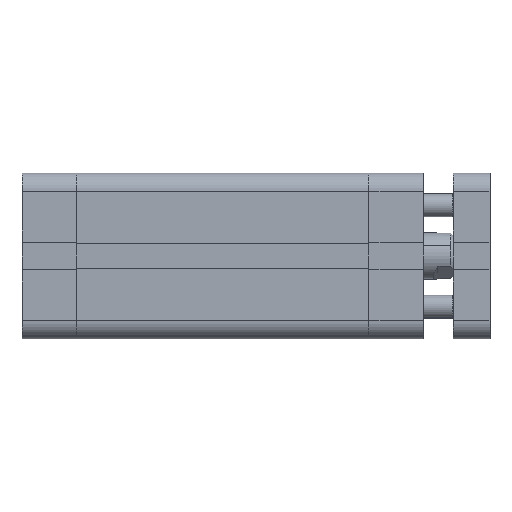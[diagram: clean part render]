
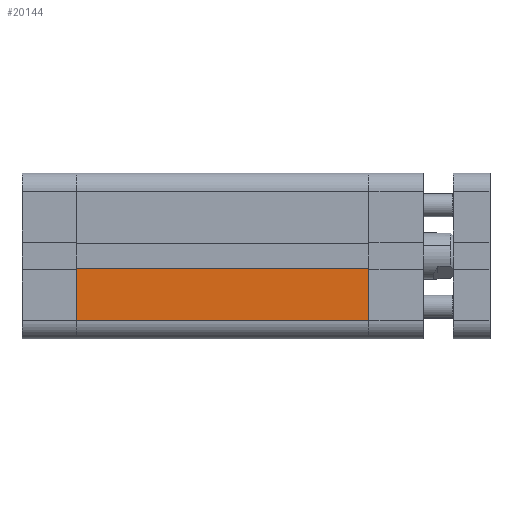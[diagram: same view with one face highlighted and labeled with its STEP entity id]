
A CAD part, front view. The second image highlights one B-rep face of the part: STEP entity #20144.
In plain terms, the highlighted planar face has unit normal (0, -1, 0).
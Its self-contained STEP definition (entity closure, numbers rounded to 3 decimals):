
#450 = CARTESIAN_POINT ( 'NONE',  ( 63.5, -18., -14. ) ) ;
#1191 = CARTESIAN_POINT ( 'NONE',  ( 63.5, -18., -2.8 ) ) ;
#2009 = DIRECTION ( 'NONE',  ( 1., 0., 0. ) ) ;
#3100 = PLANE ( 'NONE',  #18565 ) ;
#3650 = LINE ( 'NONE', #14979, #14232 ) ;
#4240 = EDGE_CURVE ( 'NONE', #13118, #7360, #16982, .T. ) ;
#4307 = ORIENTED_EDGE ( 'NONE', *, *, #4240, .T. ) ;
#5179 = CARTESIAN_POINT ( 'NONE',  ( 0., -18., -2.8 ) ) ;
#5416 = DIRECTION ( 'NONE',  ( 0., 1., 0. ) ) ;
#5969 = DIRECTION ( 'NONE',  ( 0., 0., -1. ) ) ;
#7360 = VERTEX_POINT ( 'NONE', #23445 ) ;
#9727 = CARTESIAN_POINT ( 'NONE',  ( 0., -18., -18. ) ) ;
#10297 = ORIENTED_EDGE ( 'NONE', *, *, #18030, .F. ) ;
#10457 = VECTOR ( 'NONE', #16553, 1000. ) ;
#11536 = DIRECTION ( 'NONE',  ( 0., 0., 1. ) ) ;
#12787 = CARTESIAN_POINT ( 'NONE',  ( 63.5, -18., -14. ) ) ;
#13118 = VERTEX_POINT ( 'NONE', #5179 ) ;
#14232 = VECTOR ( 'NONE', #5969, 1000. ) ;
#14979 = CARTESIAN_POINT ( 'NONE',  ( 63.5, -18., -18. ) ) ;
#16226 = ORIENTED_EDGE ( 'NONE', *, *, #16936, .T. ) ;
#16553 = DIRECTION ( 'NONE',  ( 0., 0., -1. ) ) ;
#16936 = EDGE_CURVE ( 'NONE', #7360, #18543, #25999, .T. ) ;
#16982 = LINE ( 'NONE', #9727, #10457 ) ;
#18030 = EDGE_CURVE ( 'NONE', #22878, #18543, #3650, .T. ) ;
#18543 = VERTEX_POINT ( 'NONE', #450 ) ;
#18565 = AXIS2_PLACEMENT_3D ( 'NONE', #27500, #5416, #11536 ) ;
#19195 = EDGE_CURVE ( 'NONE', #22878, #13118, #24363, .T. ) ;
#19730 = DIRECTION ( 'NONE',  ( -1., 0., 0. ) ) ;
#20144 = ADVANCED_FACE ( 'NONE', ( #22719 ), #3100, .F. ) ;
#21944 = EDGE_LOOP ( 'NONE', ( #27809, #4307, #16226, #10297 ) ) ;
#22719 = FACE_OUTER_BOUND ( 'NONE', #21944, .T. ) ;
#22878 = VERTEX_POINT ( 'NONE', #1191 ) ;
#23445 = CARTESIAN_POINT ( 'NONE',  ( 0., -18., -14. ) ) ;
#23852 = VECTOR ( 'NONE', #2009, 1000. ) ;
#24363 = LINE ( 'NONE', #25971, #26881 ) ;
#25971 = CARTESIAN_POINT ( 'NONE',  ( 63.501, -18., -2.8 ) ) ;
#25999 = LINE ( 'NONE', #12787, #23852 ) ;
#26881 = VECTOR ( 'NONE', #19730, 1000. ) ;
#27500 = CARTESIAN_POINT ( 'NONE',  ( 63.5, -18., -18. ) ) ;
#27809 = ORIENTED_EDGE ( 'NONE', *, *, #19195, .T. ) ;
